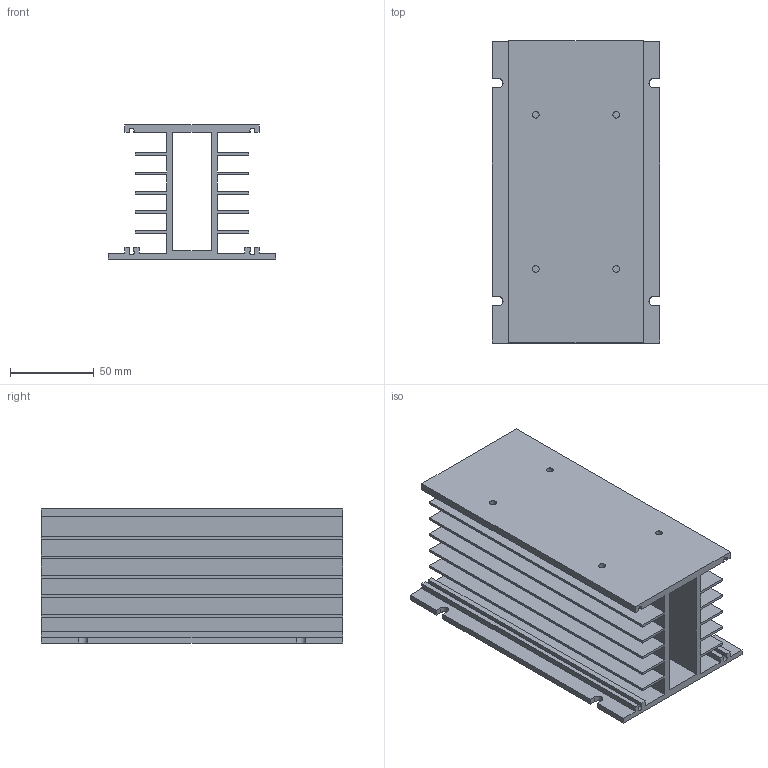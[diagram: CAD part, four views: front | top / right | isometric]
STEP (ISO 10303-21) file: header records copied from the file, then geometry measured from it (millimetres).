
FILE_DESCRIPTION(/* description */ (''),/* implementation_level */ '2;1');
FILE_NAME(/* name */ 'R380A 180-100-85.stp',/* time_stamp */ '2021-01-21T14:43:45+08:00',/* author */ (''),/* organization */ (''),/* preprocessor_version */ 'ST-DEVELOPER v11',/* originating_system */ 'SIEMENS UGS NX 6.0',/* authorisation */ '');
FILE_SCHEMA (('CONFIG_CONTROL_DESIGN'));
Length unit declared in the file: millimetre
Products named in the file (1): R380A 180-100-85
Bounding box: 100 x 180 x 80 mm (x, y, z)
Volume: 279044.2 mm3; surface area: 194274.2 mm2
Topology: 1 solids, 1 shells, 98 faces, 292 edges, 196 vertices
Faces by surface type: plane 86, cylinder 12
Full cylindrical faces by diameter (mm): 4 x4
Entity records: 3302 total; most frequent: CARTESIAN_POINT 575, ORIENTED_EDGE 568, DIRECTION 506, EDGE_CURVE 284, LINE 260, VECTOR 260, VERTEX_POINT 192, AXIS2_PLACEMENT_3D 123
